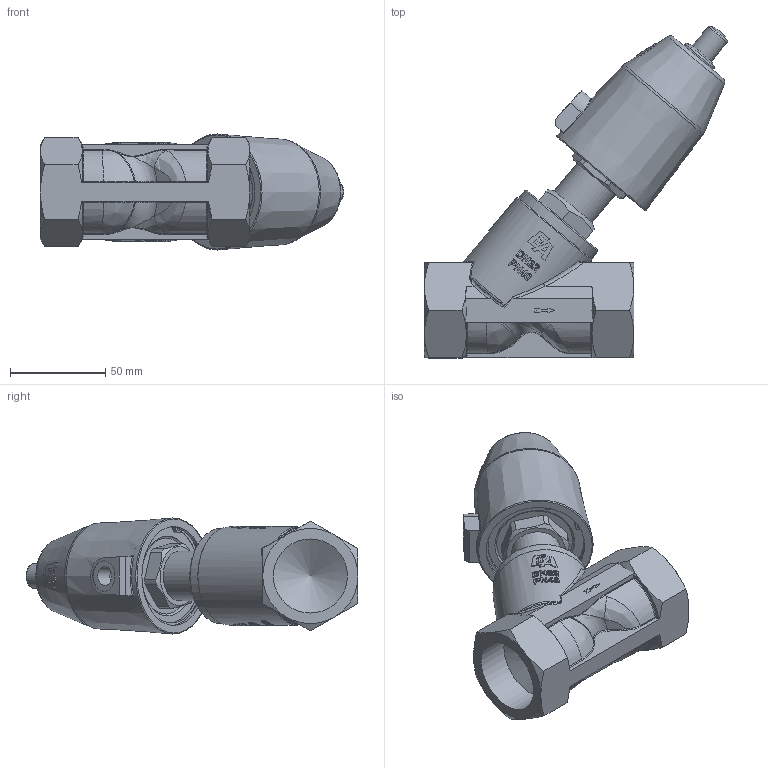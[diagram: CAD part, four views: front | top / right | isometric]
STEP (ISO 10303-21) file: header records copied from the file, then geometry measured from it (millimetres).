
FILE_DESCRIPTION(/* description */ ('DG2D3111032'),/* implementation_level */ '2;1');
FILE_NAME(/* name */ 'DG2D3121032_OS.stp',/* time_stamp */ '2021-09-22T07:09:52+02:00',/* author */ ('hois'),/* organization */ (''),/* preprocessor_version */ 'ST-DEVELOPER v18.1',/* originating_system */ 'Autodesk Inventor 2020',/* authorisation */ '');
FILE_SCHEMA (('AUTOMOTIVE_DESIGN { 1 0 10303 214 3 1 1 }'));
Length unit declared in the file: millimetre
Products named in the file (7): DG2D3121032_OS; GGS0032.22.0013-K-GM; ETG0032.13.0023; DER0520.06.0032; SZY0500.17.0142; DIN0472-56x2; VST1415.08.0023
Assembly tree (6 placements, depth 2):
  DG2D3121032_OS
    GGS0032.22.0013-K-GM
    ETG0032.13.0023
    DER0520.06.0032
    SZY0500.17.0142
    DIN0472-56x2
    VST1415.08.0023
Bounding box: 159.24 x 174.37 x 60.94 mm (x, y, z)
Volume: 309500.7 mm3; surface area: 85604.1 mm2
Topology: 6 solids, 6 shells, 678 faces, 1836 edges, 1214 vertices
Faces by surface type: plane 289, bspline 184, cylinder 129, cone 42, torus 25, sphere 9
Full cylindrical faces by diameter (mm): 1.5 x1, 2.5 x2, 4 x1, 8.7 x1, 9.8 x1, 11 x1, 12 x2, 12.376 x1, 13 x1, 14 x2, 16 x1, 20 x1, 23.5 x1, 24.5 x1, 25.5 x1, 26 x1, 38.952 x3, 42.8 x1, 50 x2, 51 x1, 51.5 x1, 52 x3, 55.5 x1
Entity records: 27217 total; most frequent: CARTESIAN_POINT 10951, ORIENTED_EDGE 3650, DIRECTION 2911, EDGE_CURVE 1825, VERTEX_POINT 1214, AXIS2_PLACEMENT_3D 1101, EDGE_LOOP 749, LINE 709
